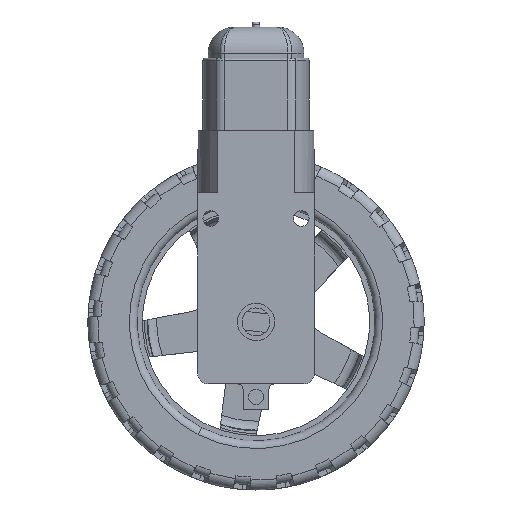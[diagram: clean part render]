
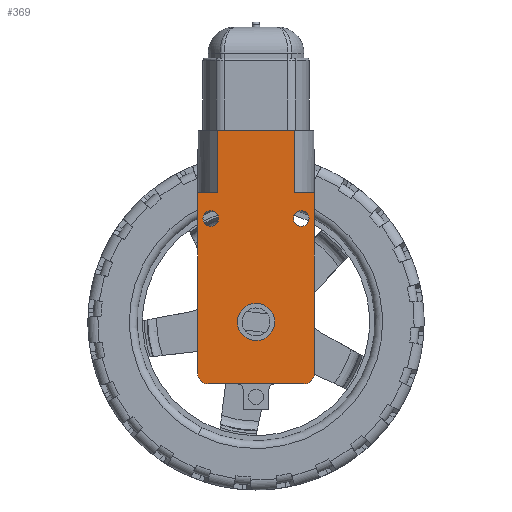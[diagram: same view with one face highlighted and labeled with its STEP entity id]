
A CAD part, left-side view. The second image highlights one B-rep face of the part: STEP entity #369.
In plain terms, the highlighted face is planar.
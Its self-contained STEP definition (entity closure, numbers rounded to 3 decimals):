
#6 = DIRECTION ( 'NONE',  ( 1., 0., 0. ) ) ;
#298 = ORIENTED_EDGE ( 'NONE', *, *, #13545, .F. ) ;
#369 = ADVANCED_FACE ( 'NONE', ( #14063, #23328, #28442, #30440 ), #9294, .F. ) ;
#451 = AXIS2_PLACEMENT_3D ( 'NONE', #29369, #6076, #1125 ) ;
#651 = DIRECTION ( 'NONE',  ( 1., 0., 0. ) ) ;
#838 = EDGE_LOOP ( 'NONE', ( #13864, #21816, #298, #11953, #1609, #2009, #24380, #23478, #18886, #3605 ) ) ;
#950 = VECTOR ( 'NONE', #27846, 1000. ) ;
#953 = AXIS2_PLACEMENT_3D ( 'NONE', #27707, #27549, #22438 ) ;
#1058 = CARTESIAN_POINT ( 'NONE',  ( 19.5, 9.25, -9.22 ) ) ;
#1125 = DIRECTION ( 'NONE',  ( 1., 0., 0. ) ) ;
#1300 = VECTOR ( 'NONE', #7163, 1000. ) ;
#1305 = EDGE_CURVE ( 'NONE', #14263, #9762, #24882, .T. ) ;
#1453 = DIRECTION ( 'NONE',  ( 0., -1., 0. ) ) ;
#1609 = ORIENTED_EDGE ( 'NONE', *, *, #2285, .F. ) ;
#1799 = CARTESIAN_POINT ( 'NONE',  ( 19.5, -9.25, -9.22 ) ) ;
#1836 = AXIS2_PLACEMENT_3D ( 'NONE', #12058, #21780, #651 ) ;
#1918 = DIRECTION ( 'NONE',  ( -1., 0., 0. ) ) ;
#2009 = ORIENTED_EDGE ( 'NONE', *, *, #20010, .F. ) ;
#2207 = VERTEX_POINT ( 'NONE', #14120 ) ;
#2285 = EDGE_CURVE ( 'NONE', #21290, #14145, #9353, .T. ) ;
#2414 = VERTEX_POINT ( 'NONE', #29084 ) ;
#3044 = ORIENTED_EDGE ( 'NONE', *, *, #7332, .T. ) ;
#3605 = ORIENTED_EDGE ( 'NONE', *, *, #1305, .F. ) ;
#4029 = DIRECTION ( 'NONE',  ( 0., 0., 1. ) ) ;
#4262 = CARTESIAN_POINT ( 'NONE',  ( -29.5, 7.5, -9.22 ) ) ;
#4270 = CARTESIAN_POINT ( 'NONE',  ( 10.25, 0., -9.22 ) ) ;
#4412 = EDGE_CURVE ( 'NONE', #20602, #2207, #8995, .T. ) ;
#4713 = EDGE_CURVE ( 'NONE', #12208, #8860, #27047, .T. ) ;
#5590 = EDGE_CURVE ( 'NONE', #9762, #29115, #25615, .T. ) ;
#5791 = CARTESIAN_POINT ( 'NONE',  ( -11., -8.75, -9.22 ) ) ;
#5800 = EDGE_CURVE ( 'NONE', #14263, #2207, #26295, .T. ) ;
#5854 = DIRECTION ( 'NONE',  ( 1., 0., 0. ) ) ;
#5943 = AXIS2_PLACEMENT_3D ( 'NONE', #27234, #9005, #25518 ) ;
#5993 = CARTESIAN_POINT ( 'NONE',  ( -17.5, -7.5, -9.22 ) ) ;
#6076 = DIRECTION ( 'NONE',  ( 0., 0., 1. ) ) ;
#6797 = CARTESIAN_POINT ( 'NONE',  ( 4.75, 0., -9.22 ) ) ;
#7163 = DIRECTION ( 'NONE',  ( 1., 0., 0. ) ) ;
#7165 = VERTEX_POINT ( 'NONE', #16981 ) ;
#7186 = DIRECTION ( 'NONE',  ( 1., 0., 0. ) ) ;
#7294 = DIRECTION ( 'NONE',  ( 0., 0., 1. ) ) ;
#7332 = EDGE_CURVE ( 'NONE', #26728, #22644, #16825, .T. ) ;
#7350 = ORIENTED_EDGE ( 'NONE', *, *, #4713, .T. ) ;
#7619 = CARTESIAN_POINT ( 'NONE',  ( -29.5, 7.5, -9.22 ) ) ;
#8084 = CARTESIAN_POINT ( 'NONE',  ( -14., 8.75, -9.22 ) ) ;
#8157 = CARTESIAN_POINT ( 'NONE',  ( 17.5, 9.25, -9.22 ) ) ;
#8241 = LINE ( 'NONE', #19957, #9275 ) ;
#8308 = DIRECTION ( 'NONE',  ( 0., 0., 1. ) ) ;
#8553 = CARTESIAN_POINT ( 'NONE',  ( -17.5, 11.25, -9.22 ) ) ;
#8703 = CARTESIAN_POINT ( 'NONE',  ( 17.5, 11.25, -9.22 ) ) ;
#8860 = VERTEX_POINT ( 'NONE', #5791 ) ;
#8995 = LINE ( 'NONE', #25970, #950 ) ;
#9005 = DIRECTION ( 'NONE',  ( 0., 0., 1. ) ) ;
#9054 = ORIENTED_EDGE ( 'NONE', *, *, #27547, .T. ) ;
#9101 = VECTOR ( 'NONE', #6, 1000. ) ;
#9275 = VECTOR ( 'NONE', #22424, 1000. ) ;
#9290 = CARTESIAN_POINT ( 'NONE',  ( -12.5, 8.75, -9.22 ) ) ;
#9294 = PLANE ( 'NONE',  #9484 ) ;
#9353 = LINE ( 'NONE', #1799, #19869 ) ;
#9484 = AXIS2_PLACEMENT_3D ( 'NONE', #18707, #7294, #28148 ) ;
#9638 = EDGE_LOOP ( 'NONE', ( #7350, #9054 ) ) ;
#9749 = ORIENTED_EDGE ( 'NONE', *, *, #14637, .T. ) ;
#9762 = VERTEX_POINT ( 'NONE', #26509 ) ;
#10198 = EDGE_CURVE ( 'NONE', #16574, #2414, #22640, .T. ) ;
#10496 = DIRECTION ( 'NONE',  ( 0., 0., 1. ) ) ;
#10763 = CIRCLE ( 'NONE', #21085, 2. ) ;
#10847 = CIRCLE ( 'NONE', #5943, 2.75 ) ;
#10891 = EDGE_LOOP ( 'NONE', ( #14991, #29514 ) ) ;
#11198 = DIRECTION ( 'NONE',  ( 0., 1., 0. ) ) ;
#11312 = VECTOR ( 'NONE', #1453, 1000. ) ;
#11748 = DIRECTION ( 'NONE',  ( 0., 0., 1. ) ) ;
#11953 = ORIENTED_EDGE ( 'NONE', *, *, #25649, .F. ) ;
#11959 = AXIS2_PLACEMENT_3D ( 'NONE', #17741, #10496, #22369 ) ;
#12058 = CARTESIAN_POINT ( 'NONE',  ( -12.5, -8.75, -9.22 ) ) ;
#12208 = VERTEX_POINT ( 'NONE', #17657 ) ;
#13545 = EDGE_CURVE ( 'NONE', #7165, #20602, #22431, .T. ) ;
#13863 = CARTESIAN_POINT ( 'NONE',  ( -29.5, -7.5, -9.22 ) ) ;
#13864 = ORIENTED_EDGE ( 'NONE', *, *, #5800, .T. ) ;
#14063 = FACE_BOUND ( 'NONE', #20133, .T. ) ;
#14120 = CARTESIAN_POINT ( 'NONE',  ( -17.5, 7.5, -9.22 ) ) ;
#14145 = VERTEX_POINT ( 'NONE', #1058 ) ;
#14152 = CARTESIAN_POINT ( 'NONE',  ( 17.5, -9.25, -9.22 ) ) ;
#14263 = VERTEX_POINT ( 'NONE', #4262 ) ;
#14637 = EDGE_CURVE ( 'NONE', #22644, #26728, #10847, .T. ) ;
#14991 = ORIENTED_EDGE ( 'NONE', *, *, #10198, .T. ) ;
#16368 = AXIS2_PLACEMENT_3D ( 'NONE', #14152, #4029, #26211 ) ;
#16574 = VERTEX_POINT ( 'NONE', #8084 ) ;
#16789 = EDGE_CURVE ( 'NONE', #2414, #16574, #18951, .T. ) ;
#16825 = CIRCLE ( 'NONE', #11959, 2.75 ) ;
#16981 = CARTESIAN_POINT ( 'NONE',  ( 17.5, 11.25, -9.22 ) ) ;
#17190 = VECTOR ( 'NONE', #1918, 1000. ) ;
#17657 = CARTESIAN_POINT ( 'NONE',  ( -14., -8.75, -9.22 ) ) ;
#17741 = CARTESIAN_POINT ( 'NONE',  ( 7.5, 0., -9.22 ) ) ;
#18707 = CARTESIAN_POINT ( 'NONE',  ( 17.5, 9.25, -9.22 ) ) ;
#18886 = ORIENTED_EDGE ( 'NONE', *, *, #5590, .F. ) ;
#18951 = CIRCLE ( 'NONE', #21921, 1.5 ) ;
#19292 = CARTESIAN_POINT ( 'NONE',  ( 19.5, -9.25, -9.22 ) ) ;
#19869 = VECTOR ( 'NONE', #11198, 1000. ) ;
#19957 = CARTESIAN_POINT ( 'NONE',  ( -17.5, -11.25, -9.22 ) ) ;
#20010 = EDGE_CURVE ( 'NONE', #29510, #21290, #29722, .T. ) ;
#20133 = EDGE_LOOP ( 'NONE', ( #3044, #9749 ) ) ;
#20547 = CARTESIAN_POINT ( 'NONE',  ( 17.5, -11.25, -9.22 ) ) ;
#20602 = VERTEX_POINT ( 'NONE', #8553 ) ;
#21041 = CARTESIAN_POINT ( 'NONE',  ( -17.5, -11.25, -9.22 ) ) ;
#21085 = AXIS2_PLACEMENT_3D ( 'NONE', #8157, #8308, #5854 ) ;
#21290 = VERTEX_POINT ( 'NONE', #19292 ) ;
#21730 = VERTEX_POINT ( 'NONE', #21041 ) ;
#21780 = DIRECTION ( 'NONE',  ( 0., 0., 1. ) ) ;
#21816 = ORIENTED_EDGE ( 'NONE', *, *, #4412, .F. ) ;
#21921 = AXIS2_PLACEMENT_3D ( 'NONE', #9290, #11748, #25807 ) ;
#22369 = DIRECTION ( 'NONE',  ( 1., 0., 0. ) ) ;
#22424 = DIRECTION ( 'NONE',  ( 0., -1., 0. ) ) ;
#22431 = LINE ( 'NONE', #8703, #17190 ) ;
#22438 = DIRECTION ( 'NONE',  ( 1., 0., 0. ) ) ;
#22640 = CIRCLE ( 'NONE', #953, 1.5 ) ;
#22644 = VERTEX_POINT ( 'NONE', #6797 ) ;
#22734 = CARTESIAN_POINT ( 'NONE',  ( -29.5, -7.5, -9.22 ) ) ;
#23328 = FACE_OUTER_BOUND ( 'NONE', #838, .T. ) ;
#23478 = ORIENTED_EDGE ( 'NONE', *, *, #28237, .F. ) ;
#23676 = CARTESIAN_POINT ( 'NONE',  ( 17.5, -11.25, -9.22 ) ) ;
#24380 = ORIENTED_EDGE ( 'NONE', *, *, #24469, .F. ) ;
#24469 = EDGE_CURVE ( 'NONE', #21730, #29510, #28484, .T. ) ;
#24882 = LINE ( 'NONE', #22734, #11312 ) ;
#25518 = DIRECTION ( 'NONE',  ( 1., 0., 0. ) ) ;
#25615 = LINE ( 'NONE', #13863, #9101 ) ;
#25649 = EDGE_CURVE ( 'NONE', #14145, #7165, #10763, .T. ) ;
#25807 = DIRECTION ( 'NONE',  ( 1., 0., 0. ) ) ;
#25970 = CARTESIAN_POINT ( 'NONE',  ( -17.5, -11.25, -9.22 ) ) ;
#26211 = DIRECTION ( 'NONE',  ( 1., 0., 0. ) ) ;
#26295 = LINE ( 'NONE', #7619, #1300 ) ;
#26509 = CARTESIAN_POINT ( 'NONE',  ( -29.5, -7.5, -9.22 ) ) ;
#26728 = VERTEX_POINT ( 'NONE', #4270 ) ;
#27014 = VECTOR ( 'NONE', #7186, 1000. ) ;
#27047 = CIRCLE ( 'NONE', #451, 1.5 ) ;
#27234 = CARTESIAN_POINT ( 'NONE',  ( 7.5, 0., -9.22 ) ) ;
#27477 = CIRCLE ( 'NONE', #1836, 1.5 ) ;
#27547 = EDGE_CURVE ( 'NONE', #8860, #12208, #27477, .T. ) ;
#27549 = DIRECTION ( 'NONE',  ( 0., 0., 1. ) ) ;
#27707 = CARTESIAN_POINT ( 'NONE',  ( -12.5, 8.75, -9.22 ) ) ;
#27846 = DIRECTION ( 'NONE',  ( 0., -1., 0. ) ) ;
#28148 = DIRECTION ( 'NONE',  ( 1., 0., 0. ) ) ;
#28237 = EDGE_CURVE ( 'NONE', #29115, #21730, #8241, .T. ) ;
#28442 = FACE_BOUND ( 'NONE', #9638, .T. ) ;
#28484 = LINE ( 'NONE', #23676, #27014 ) ;
#29084 = CARTESIAN_POINT ( 'NONE',  ( -11., 8.75, -9.22 ) ) ;
#29115 = VERTEX_POINT ( 'NONE', #5993 ) ;
#29369 = CARTESIAN_POINT ( 'NONE',  ( -12.5, -8.75, -9.22 ) ) ;
#29510 = VERTEX_POINT ( 'NONE', #20547 ) ;
#29514 = ORIENTED_EDGE ( 'NONE', *, *, #16789, .T. ) ;
#29722 = CIRCLE ( 'NONE', #16368, 2. ) ;
#30440 = FACE_BOUND ( 'NONE', #10891, .T. ) ;
